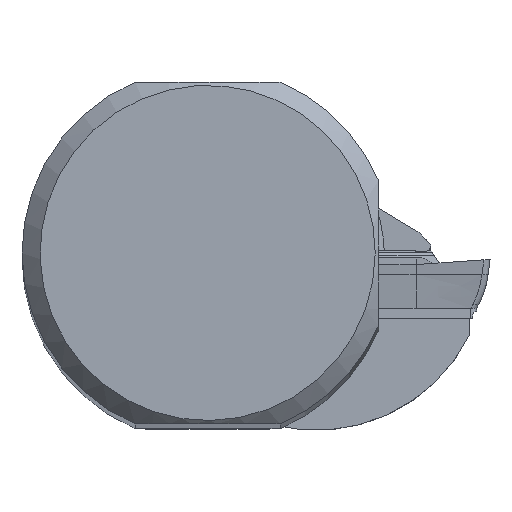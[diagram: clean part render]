
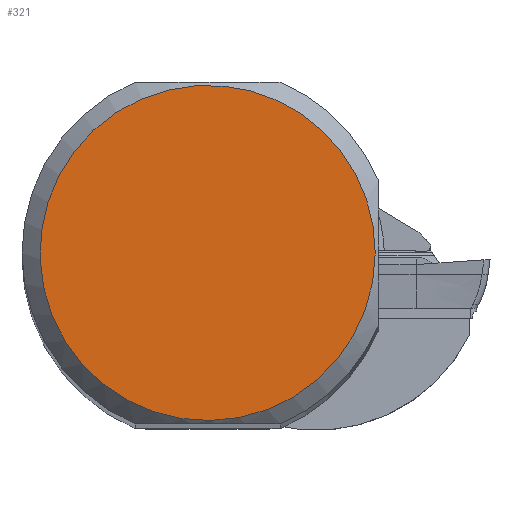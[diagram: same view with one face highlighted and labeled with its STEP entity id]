
A CAD part, top view. The second image highlights one B-rep face of the part: STEP entity #321.
In plain terms, the highlighted planar face has unit normal (0, 0, 1).
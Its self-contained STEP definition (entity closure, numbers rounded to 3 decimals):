
#321=ADVANCED_FACE('',(#495),#381,.F.);
#381=PLANE('',#2268);
#495=FACE_OUTER_BOUND('',#612,.T.);
#612=EDGE_LOOP('',(#1506));
#1506=ORIENTED_EDGE('',*,*,#2014,.T.);
#1720=VERTEX_POINT('',#4037);
#2014=EDGE_CURVE('',#1720,#1720,#2077,.T.);
#2077=CIRCLE('',#2267,11.275);
#2267=AXIS2_PLACEMENT_3D('',#4036,#2755,#2756);
#2268=AXIS2_PLACEMENT_3D('',#4038,#2757,#2758);
#2755=DIRECTION('',(0.,0.,1.));
#2756=DIRECTION('',(1.,0.,0.));
#2757=DIRECTION('',(0.,0.,-1.));
#2758=DIRECTION('',(-1.,0.,0.));
#4036=CARTESIAN_POINT('',(0.,0.,176.465));
#4037=CARTESIAN_POINT('',(11.275,0.,176.465));
#4038=CARTESIAN_POINT('',(11.275,0.,176.465));
